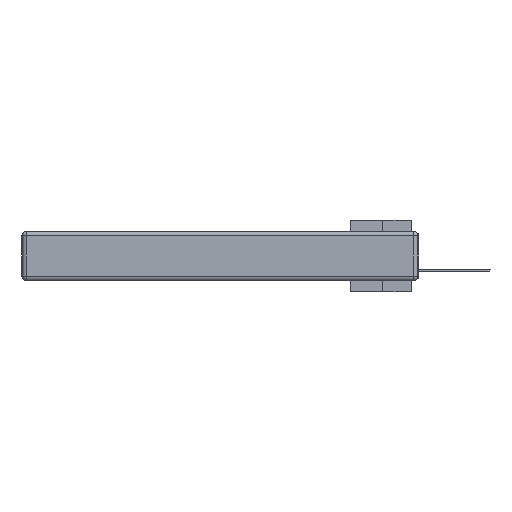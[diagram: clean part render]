
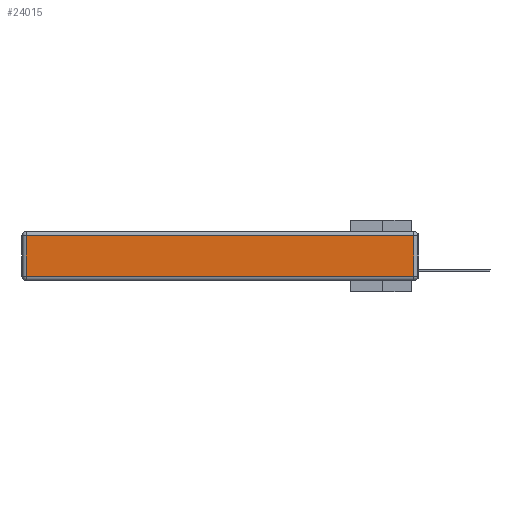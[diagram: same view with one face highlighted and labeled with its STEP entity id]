
A CAD part, left-side view. The second image highlights one B-rep face of the part: STEP entity #24015.
In plain terms, the highlighted planar face has unit normal (-1, 0, 0).
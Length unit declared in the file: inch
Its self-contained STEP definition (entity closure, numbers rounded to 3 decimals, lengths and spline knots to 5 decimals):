
#2583 = PLANE ( 'NONE',  #5029 ) ;
#2931 = CARTESIAN_POINT ( 'NONE',  ( 0., 2.72, -0.343 ) ) ;
#3160 = ORIENTED_EDGE ( 'NONE', *, *, #13033, .T. ) ;
#3176 = EDGE_CURVE ( 'NONE', #8134, #28007, #16041, .T. ) ;
#5029 = AXIS2_PLACEMENT_3D ( 'NONE', #24321, #8696, #39209 ) ;
#6196 = CARTESIAN_POINT ( 'NONE',  ( 0., 0.03, -0.313 ) ) ;
#6233 = DIRECTION ( 'NONE',  ( 0., 0., -1. ) ) ;
#8134 = VERTEX_POINT ( 'NONE', #6196 ) ;
#8152 = DIRECTION ( 'NONE',  ( 0., 1., 0. ) ) ;
#8189 = ORIENTED_EDGE ( 'NONE', *, *, #14614, .T. ) ;
#8696 = DIRECTION ( 'NONE',  ( -1., 0., 0. ) ) ;
#10621 = LINE ( 'NONE', #20327, #24017 ) ;
#13033 = EDGE_CURVE ( 'NONE', #28007, #32023, #10621, .T. ) ;
#13397 = FACE_OUTER_BOUND ( 'NONE', #22738, .T. ) ;
#13986 = DIRECTION ( 'NONE',  ( 0., -1., 0. ) ) ;
#14131 = VECTOR ( 'NONE', #31953, 39.37008 ) ;
#14614 = EDGE_CURVE ( 'NONE', #38981, #8134, #19606, .T. ) ;
#15299 = VECTOR ( 'NONE', #6233, 39.37008 ) ;
#16041 = LINE ( 'NONE', #22655, #14131 ) ;
#17473 = ORIENTED_EDGE ( 'NONE', *, *, #3176, .T. ) ;
#17691 = CARTESIAN_POINT ( 'NONE',  ( 0., 2.72, -0.03 ) ) ;
#18020 = CARTESIAN_POINT ( 'NONE',  ( 0., 0.03, -0.03 ) ) ;
#18116 = CARTESIAN_POINT ( 'NONE',  ( 0., 2.72, -0.313 ) ) ;
#18138 = VECTOR ( 'NONE', #13986, 39.37008 ) ;
#19606 = LINE ( 'NONE', #35427, #18138 ) ;
#20327 = CARTESIAN_POINT ( 'NONE',  ( 0., 2.75, -0.03 ) ) ;
#22655 = CARTESIAN_POINT ( 'NONE',  ( 0., 0.03, -0.343 ) ) ;
#22738 = EDGE_LOOP ( 'NONE', ( #8189, #17473, #3160, #34053 ) ) ;
#23429 = LINE ( 'NONE', #2931, #15299 ) ;
#24015 = ADVANCED_FACE ( 'NONE', ( #13397 ), #2583, .T. ) ;
#24017 = VECTOR ( 'NONE', #8152, 39.37008 ) ;
#24321 = CARTESIAN_POINT ( 'NONE',  ( 0., 0., -0.343 ) ) ;
#24699 = EDGE_CURVE ( 'NONE', #32023, #38981, #23429, .T. ) ;
#28007 = VERTEX_POINT ( 'NONE', #18020 ) ;
#31953 = DIRECTION ( 'NONE',  ( 0., 0., 1. ) ) ;
#32023 = VERTEX_POINT ( 'NONE', #17691 ) ;
#34053 = ORIENTED_EDGE ( 'NONE', *, *, #24699, .T. ) ;
#35427 = CARTESIAN_POINT ( 'NONE',  ( 0., 0., -0.313 ) ) ;
#38981 = VERTEX_POINT ( 'NONE', #18116 ) ;
#39209 = DIRECTION ( 'NONE',  ( 0., 0., 1. ) ) ;
